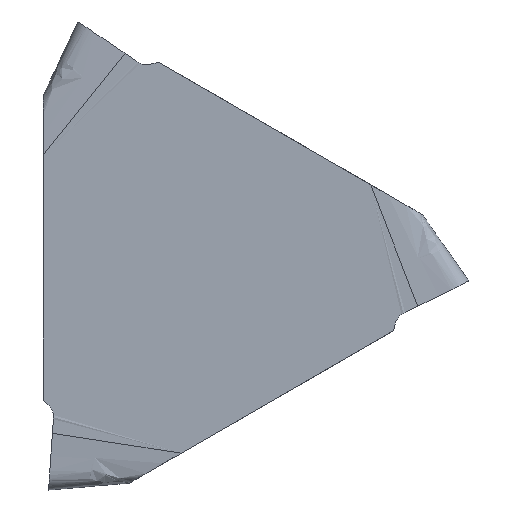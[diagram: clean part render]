
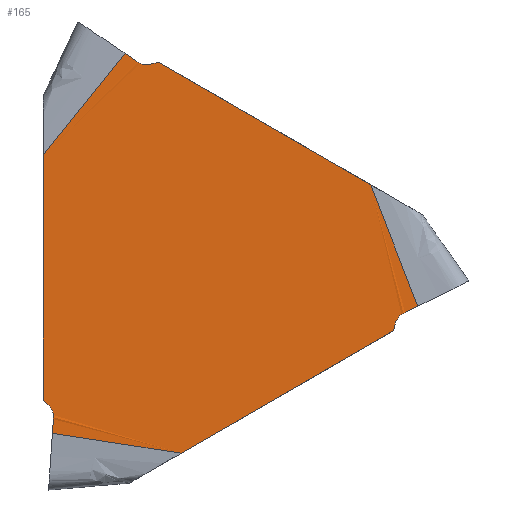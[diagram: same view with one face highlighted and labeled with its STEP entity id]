
A CAD part, left-side view. The second image highlights one B-rep face of the part: STEP entity #165.
In plain terms, the highlighted planar face has unit normal (-1, 0, 0).
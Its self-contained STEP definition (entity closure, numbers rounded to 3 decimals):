
#142=ELLIPSE('',#1660,0.702,0.7);
#143=ELLIPSE('',#1661,0.702,0.7);
#144=ELLIPSE('',#1662,0.702,0.7);
#165=ADVANCED_FACE('',(#298),#260,.T.);
#260=PLANE('',#1663);
#298=FACE_OUTER_BOUND('',#393,.T.);
#393=EDGE_LOOP('',(#686,#687,#688,#689,#690,#691,#692,#693,#694,#695,#696,
#697,#698,#699,#700,#701,#702,#703));
#486=LINE('',#2238,#573);
#490=LINE('',#2247,#577);
#498=LINE('',#2340,#585);
#499=LINE('',#2342,#586);
#500=LINE('',#2346,#587);
#501=LINE('',#2348,#588);
#502=LINE('',#2358,#589);
#503=LINE('',#2360,#590);
#504=LINE('',#2364,#591);
#505=LINE('',#2366,#592);
#506=LINE('',#2375,#593);
#507=LINE('',#2378,#594);
#573=VECTOR('',#1804,1.);
#577=VECTOR('',#1810,1.);
#585=VECTOR('',#1826,1.);
#586=VECTOR('',#1827,1.);
#587=VECTOR('',#1830,1.);
#588=VECTOR('',#1831,1.);
#589=VECTOR('',#1832,1.);
#590=VECTOR('',#1833,1.);
#591=VECTOR('',#1836,1.);
#592=VECTOR('',#1837,1.);
#593=VECTOR('',#1838,1.);
#594=VECTOR('',#1841,1.);
#686=ORIENTED_EDGE('',*,*,#1321,.F.);
#687=ORIENTED_EDGE('',*,*,#1322,.T.);
#688=ORIENTED_EDGE('',*,*,#1323,.T.);
#689=ORIENTED_EDGE('',*,*,#1324,.F.);
#690=ORIENTED_EDGE('',*,*,#1325,.T.);
#691=ORIENTED_EDGE('',*,*,#1326,.T.);
#692=ORIENTED_EDGE('',*,*,#1327,.F.);
#693=ORIENTED_EDGE('',*,*,#1328,.T.);
#694=ORIENTED_EDGE('',*,*,#1329,.T.);
#695=ORIENTED_EDGE('',*,*,#1330,.F.);
#696=ORIENTED_EDGE('',*,*,#1331,.T.);
#697=ORIENTED_EDGE('',*,*,#1332,.T.);
#698=ORIENTED_EDGE('',*,*,#1333,.F.);
#699=ORIENTED_EDGE('',*,*,#1303,.T.);
#700=ORIENTED_EDGE('',*,*,#1334,.T.);
#701=ORIENTED_EDGE('',*,*,#1335,.F.);
#702=ORIENTED_EDGE('',*,*,#1299,.T.);
#703=ORIENTED_EDGE('',*,*,#1336,.T.);
#1149=VERTEX_POINT('',#2237);
#1150=VERTEX_POINT('',#2239);
#1153=VERTEX_POINT('',#2246);
#1154=VERTEX_POINT('',#2248);
#1170=VERTEX_POINT('',#2338);
#1171=VERTEX_POINT('',#2339);
#1172=VERTEX_POINT('',#2341);
#1173=VERTEX_POINT('',#2343);
#1174=VERTEX_POINT('',#2345);
#1175=VERTEX_POINT('',#2347);
#1176=VERTEX_POINT('',#2349);
#1177=VERTEX_POINT('',#2357);
#1178=VERTEX_POINT('',#2359);
#1179=VERTEX_POINT('',#2361);
#1180=VERTEX_POINT('',#2363);
#1181=VERTEX_POINT('',#2365);
#1182=VERTEX_POINT('',#2367);
#1183=VERTEX_POINT('',#2376);
#1299=EDGE_CURVE('',#1150,#1149,#486,.T.);
#1303=EDGE_CURVE('',#1154,#1153,#490,.T.);
#1321=EDGE_CURVE('',#1170,#1171,#1556,.T.);
#1322=EDGE_CURVE('',#1170,#1172,#498,.T.);
#1323=EDGE_CURVE('',#1172,#1173,#499,.T.);
#1324=EDGE_CURVE('',#1174,#1173,#142,.T.);
#1325=EDGE_CURVE('',#1174,#1175,#500,.T.);
#1326=EDGE_CURVE('',#1175,#1176,#501,.T.);
#1327=EDGE_CURVE('',#1177,#1176,#1557,.T.);
#1328=EDGE_CURVE('',#1177,#1178,#502,.T.);
#1329=EDGE_CURVE('',#1178,#1179,#503,.T.);
#1330=EDGE_CURVE('',#1180,#1179,#143,.T.);
#1331=EDGE_CURVE('',#1180,#1181,#504,.T.);
#1332=EDGE_CURVE('',#1181,#1182,#505,.T.);
#1333=EDGE_CURVE('',#1154,#1182,#1558,.T.);
#1334=EDGE_CURVE('',#1153,#1183,#506,.T.);
#1335=EDGE_CURVE('',#1150,#1183,#144,.T.);
#1336=EDGE_CURVE('',#1149,#1171,#507,.T.);
#1556=B_SPLINE_CURVE_WITH_KNOTS('',3,(#2331,#2332,#2333,#2334,#2335,#2336,
#2337),.UNSPECIFIED.,.F.,.F.,(4,3,4),(0.,0.188,1.),
 .UNSPECIFIED.);
#1557=B_SPLINE_CURVE_WITH_KNOTS('',3,(#2350,#2351,#2352,#2353,#2354,#2355,
#2356),.UNSPECIFIED.,.F.,.F.,(4,3,4),(0.,0.188,1.),
 .UNSPECIFIED.);
#1558=B_SPLINE_CURVE_WITH_KNOTS('',3,(#2368,#2369,#2370,#2371,#2372,#2373,
#2374),.UNSPECIFIED.,.F.,.F.,(4,3,4),(0.,0.188,1.),
 .UNSPECIFIED.);
#1660=AXIS2_PLACEMENT_3D('',#2344,#1828,#1829);
#1661=AXIS2_PLACEMENT_3D('',#2362,#1834,#1835);
#1662=AXIS2_PLACEMENT_3D('',#2377,#1839,#1840);
#1663=AXIS2_PLACEMENT_3D('',#2379,#1842,#1843);
#1804=DIRECTION('',(0.,0.07,-0.998));
#1810=DIRECTION('',(0.,0.,-1.));
#1826=DIRECTION('',(0.,-0.866,0.5));
#1827=DIRECTION('',(0.,-0.259,0.966));
#1828=DIRECTION('',(-1.,0.,0.));
#1829=DIRECTION('',(0.,-0.998,0.06));
#1830=DIRECTION('',(0.,-0.899,0.438));
#1831=DIRECTION('',(0.,-0.899,0.438));
#1832=DIRECTION('',(0.,0.866,0.5));
#1833=DIRECTION('',(0.,0.966,-0.259));
#1834=DIRECTION('',(-1.,0.,0.));
#1835=DIRECTION('',(0.,0.551,0.834));
#1836=DIRECTION('',(0.,0.829,0.559));
#1837=DIRECTION('',(0.,0.829,0.559));
#1838=DIRECTION('',(0.,-0.707,-0.707));
#1839=DIRECTION('',(-1.,0.,0.));
#1840=DIRECTION('',(0.,0.447,-0.895));
#1841=DIRECTION('',(0.,0.07,-0.998));
#1842=DIRECTION('',(-1.,0.,0.));
#1843=DIRECTION('',(0.,0.,1.));
#2237=CARTESIAN_POINT('',(0.,6.644,-7.092));
#2238=CARTESIAN_POINT('',(0.,6.118,0.428));
#2239=CARTESIAN_POINT('',(-0.017,6.639,-7.006));
#2246=CARTESIAN_POINT('',(0.,7.1,-6.216));
#2247=CARTESIAN_POINT('',(0.,7.1,12.298));
#2248=CARTESIAN_POINT('',(0.,7.1,5.008));
#2331=CARTESIAN_POINT('',(0.,0.787,-8.653));
#2332=CARTESIAN_POINT('',(0.,1.157,-8.593));
#2333=CARTESIAN_POINT('',(0.,1.528,-8.535));
#2334=CARTESIAN_POINT('',(0.,1.898,-8.477));
#2335=CARTESIAN_POINT('',(0.,3.494,-8.226));
#2336=CARTESIAN_POINT('',(0.,5.092,-7.983));
#2337=CARTESIAN_POINT('',(0.,6.689,-7.74));
#2338=CARTESIAN_POINT('',(0.,0.787,-8.653));
#2339=CARTESIAN_POINT('',(0.,6.689,-7.74));
#2340=CARTESIAN_POINT('',(0.,7.1,-12.298));
#2341=CARTESIAN_POINT('',(0.,-8.933,-3.041));
#2342=CARTESIAN_POINT('',(0.,-9.095,-2.437));
#2343=CARTESIAN_POINT('',(0.,-9.028,-2.688));
#2344=CARTESIAN_POINT('',(0.,-9.706,-2.868));
#2345=CARTESIAN_POINT('',(-0.017,-9.387,-2.246));
#2346=CARTESIAN_POINT('',(0.,-2.688,-5.512));
#2347=CARTESIAN_POINT('',(0.,-9.464,-2.208));
#2348=CARTESIAN_POINT('',(0.,-2.688,-5.512));
#2349=CARTESIAN_POINT('',(0.,-10.048,-1.923));
#2350=CARTESIAN_POINT('',(0.,-7.887,3.645));
#2351=CARTESIAN_POINT('',(0.,-8.021,3.294));
#2352=CARTESIAN_POINT('',(0.,-8.155,2.944));
#2353=CARTESIAN_POINT('',(0.,-8.29,2.595));
#2354=CARTESIAN_POINT('',(0.,-8.871,1.087));
#2355=CARTESIAN_POINT('',(0.,-9.459,-0.418));
#2356=CARTESIAN_POINT('',(0.,-10.048,-1.923));
#2357=CARTESIAN_POINT('',(0.,-7.887,3.645));
#2358=CARTESIAN_POINT('',(0.,-14.2,0.));
#2359=CARTESIAN_POINT('',(0.,1.833,9.257));
#2360=CARTESIAN_POINT('',(0.,2.437,9.095));
#2361=CARTESIAN_POINT('',(0.,2.186,9.162));
#2362=CARTESIAN_POINT('',(0.,2.369,9.84));
#2363=CARTESIAN_POINT('',(-0.017,2.748,9.252));
#2364=CARTESIAN_POINT('',(0.,-3.429,5.084));
#2365=CARTESIAN_POINT('',(0.,2.82,9.3));
#2366=CARTESIAN_POINT('',(0.,-3.429,5.084));
#2367=CARTESIAN_POINT('',(0.,3.359,9.663));
#2368=CARTESIAN_POINT('',(0.,7.1,5.008));
#2369=CARTESIAN_POINT('',(0.,6.863,5.299));
#2370=CARTESIAN_POINT('',(0.,6.627,5.59));
#2371=CARTESIAN_POINT('',(0.,6.392,5.882));
#2372=CARTESIAN_POINT('',(0.,5.377,7.139));
#2373=CARTESIAN_POINT('',(0.,4.368,8.401));
#2374=CARTESIAN_POINT('',(0.,3.359,9.663));
#2375=CARTESIAN_POINT('',(0.,6.658,-6.658));
#2376=CARTESIAN_POINT('',(0.,6.842,-6.474));
#2377=CARTESIAN_POINT('',(0.,7.337,-6.972));
#2378=CARTESIAN_POINT('',(0.,6.118,0.428));
#2379=CARTESIAN_POINT('',(0.,0.,0.));
